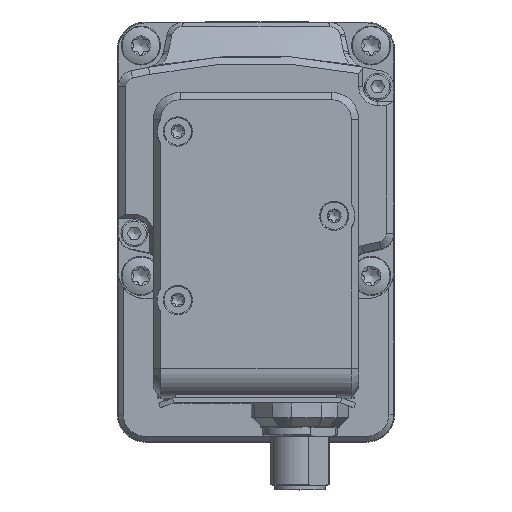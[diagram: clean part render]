
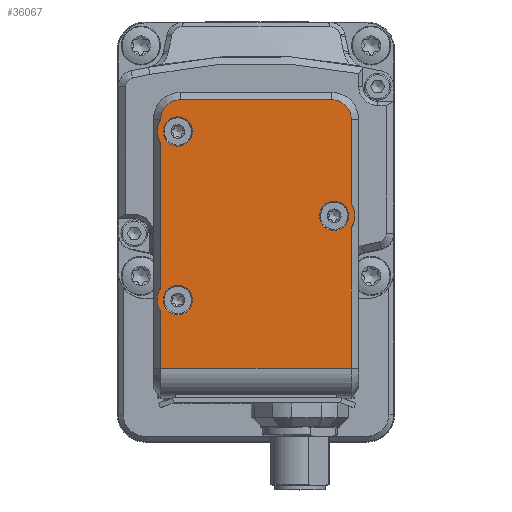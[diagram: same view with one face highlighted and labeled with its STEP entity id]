
A CAD part, top view. The second image highlights one B-rep face of the part: STEP entity #36067.
In plain terms, the highlighted planar face has unit normal (0, 0, 1).
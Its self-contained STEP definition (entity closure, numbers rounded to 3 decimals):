
#2314=FACE_BOUND('',#6247,.T.);
#2315=FACE_BOUND('',#6248,.T.);
#2316=FACE_BOUND('',#6249,.T.);
#4252=FACE_OUTER_BOUND('',#6246,.T.);
#6246=EDGE_LOOP('',(#29844,#29845,#29846,#29847,#29848,#29849,#29850,#29851,
#29852,#29853,#29854,#29855));
#6247=EDGE_LOOP('',(#29856));
#6248=EDGE_LOOP('',(#29857));
#6249=EDGE_LOOP('',(#29858));
#8898=LINE('',#65710,#11511);
#8900=LINE('',#65713,#11513);
#8903=LINE('',#65721,#11516);
#8905=LINE('',#65730,#11518);
#8907=LINE('',#65734,#11520);
#8908=LINE('',#65737,#11521);
#8915=LINE('',#65797,#11528);
#11511=VECTOR('',#45014,10.);
#11513=VECTOR('',#45016,10.);
#11516=VECTOR('',#45025,10.);
#11518=VECTOR('',#45035,10.);
#11520=VECTOR('',#45037,10.);
#11521=VECTOR('',#45040,10.);
#11528=VECTOR('',#45117,10.);
#12639=CIRCLE('',#38335,3.993);
#12640=CIRCLE('',#38338,3.993);
#12645=CIRCLE('',#38353,4.25);
#12646=CIRCLE('',#38355,4.25);
#12647=CIRCLE('',#38357,4.25);
#12663=CIRCLE('',#38377,3.);
#12664=CIRCLE('',#38378,3.);
#12665=CIRCLE('',#38379,3.);
#15773=VERTEX_POINT('',#65703);
#15774=VERTEX_POINT('',#65707);
#15775=VERTEX_POINT('',#65708);
#15776=VERTEX_POINT('',#65711);
#15777=VERTEX_POINT('',#65715);
#15778=VERTEX_POINT('',#65719);
#15779=VERTEX_POINT('',#65723);
#15780=VERTEX_POINT('',#65727);
#15781=VERTEX_POINT('',#65728);
#15782=VERTEX_POINT('',#65731);
#15783=VERTEX_POINT('',#65733);
#15784=VERTEX_POINT('',#65735);
#15803=VERTEX_POINT('',#65798);
#15804=VERTEX_POINT('',#65800);
#15805=VERTEX_POINT('',#65802);
#20623=EDGE_CURVE('',#15775,#15773,#8898,.T.);
#20625=EDGE_CURVE('',#15776,#15774,#8900,.T.);
#20627=EDGE_CURVE('',#15777,#15776,#12639,.T.);
#20629=EDGE_CURVE('',#15778,#15777,#8903,.T.);
#20631=EDGE_CURVE('',#15779,#15778,#12640,.T.);
#20633=EDGE_CURVE('',#15781,#15779,#8905,.T.);
#20635=EDGE_CURVE('',#15782,#15783,#8907,.T.);
#20637=EDGE_CURVE('',#15784,#15780,#8908,.T.);
#20646=EDGE_CURVE('',#15774,#15775,#12645,.T.);
#20647=EDGE_CURVE('',#15783,#15784,#12646,.T.);
#20648=EDGE_CURVE('',#15780,#15781,#12647,.T.);
#20667=EDGE_CURVE('',#15773,#15782,#8915,.T.);
#20668=EDGE_CURVE('',#15803,#15803,#12663,.T.);
#20669=EDGE_CURVE('',#15804,#15804,#12664,.T.);
#20670=EDGE_CURVE('',#15805,#15805,#12665,.T.);
#29844=ORIENTED_EDGE('',*,*,#20637,.F.);
#29845=ORIENTED_EDGE('',*,*,#20647,.F.);
#29846=ORIENTED_EDGE('',*,*,#20635,.F.);
#29847=ORIENTED_EDGE('',*,*,#20667,.F.);
#29848=ORIENTED_EDGE('',*,*,#20623,.F.);
#29849=ORIENTED_EDGE('',*,*,#20646,.F.);
#29850=ORIENTED_EDGE('',*,*,#20625,.F.);
#29851=ORIENTED_EDGE('',*,*,#20627,.F.);
#29852=ORIENTED_EDGE('',*,*,#20629,.F.);
#29853=ORIENTED_EDGE('',*,*,#20631,.F.);
#29854=ORIENTED_EDGE('',*,*,#20633,.F.);
#29855=ORIENTED_EDGE('',*,*,#20648,.F.);
#29856=ORIENTED_EDGE('',*,*,#20668,.T.);
#29857=ORIENTED_EDGE('',*,*,#20669,.T.);
#29858=ORIENTED_EDGE('',*,*,#20670,.T.);
#32465=PLANE('',#38376);
#36067=ADVANCED_FACE('',(#4252,#2314,#2315,#2316),#32465,.T.);
#38335=AXIS2_PLACEMENT_3D('',#65717,#45020,#45021);
#38338=AXIS2_PLACEMENT_3D('',#65725,#45029,#45030);
#38353=AXIS2_PLACEMENT_3D('',#65755,#45066,#45067);
#38355=AXIS2_PLACEMENT_3D('',#65757,#45070,#45071);
#38357=AXIS2_PLACEMENT_3D('',#65759,#45074,#45075);
#38376=AXIS2_PLACEMENT_3D('',#65796,#45115,#45116);
#38377=AXIS2_PLACEMENT_3D('',#65799,#45118,#45119);
#38378=AXIS2_PLACEMENT_3D('',#65801,#45120,#45121);
#38379=AXIS2_PLACEMENT_3D('',#65803,#45122,#45123);
#45014=DIRECTION('',(0.,-1.,0.));
#45016=DIRECTION('',(0.,-1.,0.));
#45020=DIRECTION('center_axis',(0.,0.,
-1.));
#45021=DIRECTION('ref_axis',(0.707,0.707,0.));
#45025=DIRECTION('',(1.,0.,0.));
#45029=DIRECTION('center_axis',(0.,0.,
-1.));
#45030=DIRECTION('ref_axis',(-0.707,0.707,0.));
#45035=DIRECTION('',(0.,1.,0.));
#45037=DIRECTION('',(0.,1.,0.));
#45040=DIRECTION('',(0.,1.,0.));
#45066=DIRECTION('center_axis',(0.,0.,
-1.));
#45067=DIRECTION('ref_axis',(0.,1.,0.));
#45070=DIRECTION('center_axis',(0.,0.,
-1.));
#45071=DIRECTION('ref_axis',(0.,1.,0.));
#45074=DIRECTION('center_axis',(0.,0.,
-1.));
#45075=DIRECTION('ref_axis',(0.,1.,0.));
#45115=DIRECTION('center_axis',(0.,0.,
1.));
#45116=DIRECTION('ref_axis',(-1.,0.,0.));
#45117=DIRECTION('',(-1.,0.,0.));
#45118=DIRECTION('center_axis',(0.,0.,
-1.));
#45119=DIRECTION('ref_axis',(0.,1.,0.));
#45120=DIRECTION('center_axis',(0.,0.,
-1.));
#45121=DIRECTION('ref_axis',(0.,1.,0.));
#45122=DIRECTION('center_axis',(0.,0.,
-1.));
#45123=DIRECTION('ref_axis',(0.,1.,0.));
#65703=CARTESIAN_POINT('',(19.493,-42.7,106.));
#65707=CARTESIAN_POINT('',(19.493,-9.029,106.));
#65708=CARTESIAN_POINT('',(19.493,-13.871,106.));
#65710=CARTESIAN_POINT('',(19.493,-39.667,106.));
#65711=CARTESIAN_POINT('',(19.493,8.3,106.));
#65713=CARTESIAN_POINT('',(19.493,-39.667,106.));
#65715=CARTESIAN_POINT('',(15.5,12.293,106.));
#65717=CARTESIAN_POINT('Origin',(15.5,8.3,106.));
#65719=CARTESIAN_POINT('',(-15.5,12.293,106.));
#65721=CARTESIAN_POINT('',(21.,12.293,106.));
#65723=CARTESIAN_POINT('',(-19.493,8.3,106.));
#65725=CARTESIAN_POINT('Origin',(-15.5,8.3,106.));
#65727=CARTESIAN_POINT('',(-19.493,3.379,106.));
#65728=CARTESIAN_POINT('',(-19.493,8.221,106.));
#65730=CARTESIAN_POINT('',(-19.493,-39.667,106.));
#65731=CARTESIAN_POINT('',(-19.493,-42.7,106.));
#65733=CARTESIAN_POINT('',(-19.493,-31.121,106.));
#65734=CARTESIAN_POINT('',(-19.493,-39.667,106.));
#65735=CARTESIAN_POINT('',(-19.493,-26.279,106.));
#65737=CARTESIAN_POINT('',(-19.493,-39.667,106.));
#65755=CARTESIAN_POINT('Origin',(16.,-11.45,106.));
#65757=CARTESIAN_POINT('Origin',(-16.,-28.7,106.));
#65759=CARTESIAN_POINT('Origin',(-16.,5.8,106.));
#65796=CARTESIAN_POINT('Origin',(16.,-11.45,106.));
#65797=CARTESIAN_POINT('',(21.,-42.7,106.));
#65798=CARTESIAN_POINT('',(-16.,-31.7,106.));
#65799=CARTESIAN_POINT('Origin',(-16.,-28.7,106.));
#65800=CARTESIAN_POINT('',(-16.,2.8,106.));
#65801=CARTESIAN_POINT('Origin',(-16.,5.8,106.));
#65802=CARTESIAN_POINT('',(16.,-14.45,106.));
#65803=CARTESIAN_POINT('Origin',(16.,-11.45,106.));
